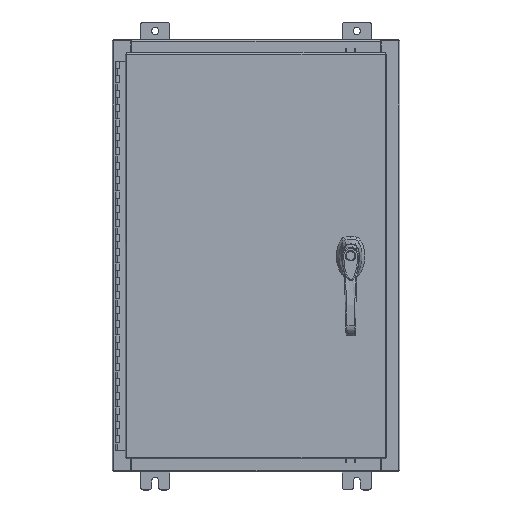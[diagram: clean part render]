
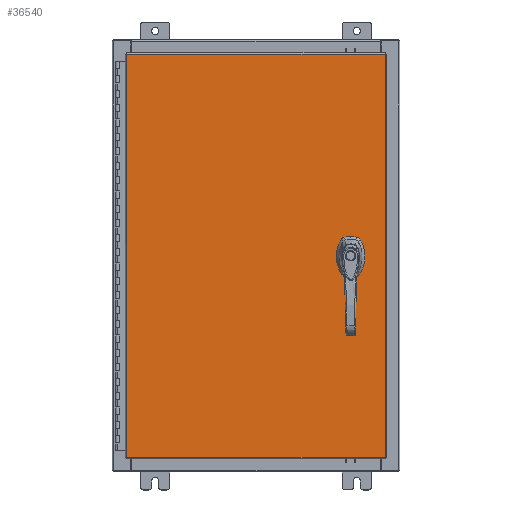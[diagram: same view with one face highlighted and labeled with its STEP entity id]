
A CAD part, top view. The second image highlights one B-rep face of the part: STEP entity #36540.
In plain terms, the highlighted planar face has unit normal (0, 0, 1).
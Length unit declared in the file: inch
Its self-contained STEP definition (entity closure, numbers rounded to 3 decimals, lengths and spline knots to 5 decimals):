
#1500 = EDGE_CURVE ( 'NONE', #70259, #11400, #35797, .T. ) ;
#1747 = CARTESIAN_POINT ( 'NONE',  ( 6.981, 0., 0. ) ) ;
#1810 = VECTOR ( 'NONE', #71313, 39.37008 ) ;
#2914 = DIRECTION ( 'NONE',  ( 1., 0., 0. ) ) ;
#3471 = ORIENTED_EDGE ( 'NONE', *, *, #112638, .F. ) ;
#3630 = EDGE_CURVE ( 'NONE', #69161, #36562, #63842, .T. ) ;
#3863 = CARTESIAN_POINT ( 'NONE',  ( 8.9903, -14.0063, 0. ) ) ;
#4290 = ORIENTED_EDGE ( 'NONE', *, *, #104619, .F. ) ;
#6137 = CARTESIAN_POINT ( 'NONE',  ( 6.175, 0., 0. ) ) ;
#6353 = CARTESIAN_POINT ( 'NONE',  ( 0., 0., 0. ) ) ;
#6530 = DIRECTION ( 'NONE',  ( 0., -1., 0. ) ) ;
#7986 = CARTESIAN_POINT ( 'NONE',  ( 0., 0.403, 0. ) ) ;
#8956 = CARTESIAN_POINT ( 'NONE',  ( 6.578, -1.338, 0. ) ) ;
#10935 = CIRCLE ( 'NONE', #116941, 0.45 ) ;
#11400 = VERTEX_POINT ( 'NONE', #102527 ) ;
#11520 = CARTESIAN_POINT ( 'NONE',  ( 6.77823, 0.403, 0. ) ) ;
#11712 = LINE ( 'NONE', #106722, #83917 ) ;
#12501 = EDGE_CURVE ( 'NONE', #79236, #114749, #87284, .T. ) ;
#13618 = VERTEX_POINT ( 'NONE', #60998 ) ;
#13930 = CARTESIAN_POINT ( 'NONE',  ( 6.77823, -0.403, 0. ) ) ;
#14596 = ORIENTED_EDGE ( 'NONE', *, *, #86079, .T. ) ;
#14603 = VERTEX_POINT ( 'NONE', #113034 ) ;
#14774 = CARTESIAN_POINT ( 'NONE',  ( 8.9903, 14.0063, 0. ) ) ;
#15155 = CARTESIAN_POINT ( 'NONE',  ( -8.9903, 14.0063, 0. ) ) ;
#15455 = PLANE ( 'NONE',  #26760 ) ;
#18042 = DIRECTION ( 'NONE',  ( 1., 0., 0. ) ) ;
#18641 = ORIENTED_EDGE ( 'NONE', *, *, #3630, .T. ) ;
#21304 = EDGE_CURVE ( 'NONE', #29899, #13618, #11712, .T. ) ;
#22051 = EDGE_CURVE ( 'NONE', #14603, #70259, #56908, .T. ) ;
#22214 = CIRCLE ( 'NONE', #100713, 0.1715 ) ;
#23891 = DIRECTION ( 'NONE',  ( -1., 0., 0. ) ) ;
#24452 = FACE_BOUND ( 'NONE', #107844, .T. ) ;
#24600 = DIRECTION ( 'NONE',  ( -1., 0., 0. ) ) ;
#25938 = LINE ( 'NONE', #7986, #1810 ) ;
#26530 = DIRECTION ( 'NONE',  ( 1., 0., 0. ) ) ;
#26760 = AXIS2_PLACEMENT_3D ( 'NONE', #6353, #51439, #24600 ) ;
#27034 = EDGE_CURVE ( 'NONE', #36562, #29899, #67616, .T. ) ;
#29899 = VERTEX_POINT ( 'NONE', #3863 ) ;
#31777 = DIRECTION ( 'NONE',  ( 0., 0., 1. ) ) ;
#35797 = CIRCLE ( 'NONE', #65143, 0.45 ) ;
#36540 = ADVANCED_FACE ( 'NONE', ( #24452, #69726, #99397 ), #15455, .F. ) ;
#36562 = VERTEX_POINT ( 'NONE', #78772 ) ;
#37341 = ORIENTED_EDGE ( 'NONE', *, *, #1500, .F. ) ;
#38044 = CIRCLE ( 'NONE', #43687, 0.45 ) ;
#39805 = VECTOR ( 'NONE', #23891, 39.37008 ) ;
#40582 = ORIENTED_EDGE ( 'NONE', *, *, #12501, .F. ) ;
#43687 = AXIS2_PLACEMENT_3D ( 'NONE', #85914, #31777, #95016 ) ;
#44278 = CARTESIAN_POINT ( 'NONE',  ( -8.9903, -14.0063, 0. ) ) ;
#44645 = CARTESIAN_POINT ( 'NONE',  ( 6.578, 0., 0. ) ) ;
#45207 = EDGE_LOOP ( 'NONE', ( #75798, #91537, #74773, #18641 ) ) ;
#50039 = DIRECTION ( 'NONE',  ( 0., 0., 1. ) ) ;
#50933 = CARTESIAN_POINT ( 'NONE',  ( -8.9903, 14.0063, 0. ) ) ;
#51097 = DIRECTION ( 'NONE',  ( 0., 0., 1. ) ) ;
#51439 = DIRECTION ( 'NONE',  ( 0., 0., -1. ) ) ;
#52490 = LINE ( 'NONE', #1747, #97783 ) ;
#52628 = DIRECTION ( 'NONE',  ( 0., 0., 1. ) ) ;
#53720 = DIRECTION ( 'NONE',  ( 1., 0., 0. ) ) ;
#56908 = LINE ( 'NONE', #6137, #99327 ) ;
#59258 = EDGE_CURVE ( 'NONE', #95421, #77697, #67623, .T. ) ;
#60052 = DIRECTION ( 'NONE',  ( 0., -1., 0. ) ) ;
#60132 = EDGE_CURVE ( 'NONE', #77697, #95421, #22214, .T. ) ;
#60998 = CARTESIAN_POINT ( 'NONE',  ( 8.9903, 14.0063, 0. ) ) ;
#61637 = DIRECTION ( 'NONE',  ( 0., 1., 0. ) ) ;
#63840 = LINE ( 'NONE', #14774, #39805 ) ;
#63842 = LINE ( 'NONE', #50933, #109114 ) ;
#63903 = CARTESIAN_POINT ( 'NONE',  ( 6.175, -0.20023, 0. ) ) ;
#64744 = VECTOR ( 'NONE', #26530, 39.37008 ) ;
#65143 = AXIS2_PLACEMENT_3D ( 'NONE', #106831, #52628, #115910 ) ;
#65362 = VECTOR ( 'NONE', #2914, 39.37008 ) ;
#66204 = EDGE_CURVE ( 'NONE', #13618, #69161, #63840, .T. ) ;
#66812 = CARTESIAN_POINT ( 'NONE',  ( 6.7495, -1.338, 0. ) ) ;
#67306 = CARTESIAN_POINT ( 'NONE',  ( 6.981, 0.20023, 0. ) ) ;
#67598 = ORIENTED_EDGE ( 'NONE', *, *, #59258, .F. ) ;
#67616 = LINE ( 'NONE', #44278, #64744 ) ;
#67623 = CIRCLE ( 'NONE', #68872, 0.1715 ) ;
#68872 = AXIS2_PLACEMENT_3D ( 'NONE', #105285, #51097, #114388 ) ;
#69161 = VERTEX_POINT ( 'NONE', #15155 ) ;
#69726 = FACE_OUTER_BOUND ( 'NONE', #45207, .T. ) ;
#69801 = CARTESIAN_POINT ( 'NONE',  ( 6.37777, 0.403, 0. ) ) ;
#70259 = VERTEX_POINT ( 'NONE', #63903 ) ;
#71313 = DIRECTION ( 'NONE',  ( -1., 0., 0. ) ) ;
#72277 = DIRECTION ( 'NONE',  ( 0., 0., 1. ) ) ;
#72477 = EDGE_CURVE ( 'NONE', #102795, #14603, #38044, .T. ) ;
#72733 = VERTEX_POINT ( 'NONE', #113596 ) ;
#74587 = DIRECTION ( 'NONE',  ( 0., -1., 0. ) ) ;
#74773 = ORIENTED_EDGE ( 'NONE', *, *, #66204, .T. ) ;
#75349 = CARTESIAN_POINT ( 'NONE',  ( 0., -0.403, 0. ) ) ;
#75798 = ORIENTED_EDGE ( 'NONE', *, *, #27034, .T. ) ;
#76669 = VERTEX_POINT ( 'NONE', #13930 ) ;
#76810 = ORIENTED_EDGE ( 'NONE', *, *, #72477, .F. ) ;
#77168 = AXIS2_PLACEMENT_3D ( 'NONE', #104225, #50039, #113333 ) ;
#77697 = VERTEX_POINT ( 'NONE', #83287 ) ;
#78772 = CARTESIAN_POINT ( 'NONE',  ( -8.9903, -14.0063, 0. ) ) ;
#78888 = ORIENTED_EDGE ( 'NONE', *, *, #60132, .F. ) ;
#78894 = EDGE_CURVE ( 'NONE', #114749, #102795, #25938, .T. ) ;
#79236 = VERTEX_POINT ( 'NONE', #67306 ) ;
#82335 = ORIENTED_EDGE ( 'NONE', *, *, #22051, .F. ) ;
#83287 = CARTESIAN_POINT ( 'NONE',  ( 6.4065, -1.338, 0. ) ) ;
#83917 = VECTOR ( 'NONE', #61637, 39.37008 ) ;
#85914 = CARTESIAN_POINT ( 'NONE',  ( 6.578, 0., 0. ) ) ;
#86079 = EDGE_CURVE ( 'NONE', #79236, #72733, #52490, .T. ) ;
#87284 = CIRCLE ( 'NONE', #77168, 0.45 ) ;
#91537 = ORIENTED_EDGE ( 'NONE', *, *, #21304, .T. ) ;
#95016 = DIRECTION ( 'NONE',  ( 1., 0., 0. ) ) ;
#95421 = VERTEX_POINT ( 'NONE', #66812 ) ;
#97783 = VECTOR ( 'NONE', #74587, 39.37008 ) ;
#99327 = VECTOR ( 'NONE', #6530, 39.37008 ) ;
#99397 = FACE_BOUND ( 'NONE', #112457, .T. ) ;
#100713 = AXIS2_PLACEMENT_3D ( 'NONE', #8956, #72277, #18042 ) ;
#102527 = CARTESIAN_POINT ( 'NONE',  ( 6.37777, -0.403, 0. ) ) ;
#102795 = VERTEX_POINT ( 'NONE', #69801 ) ;
#104225 = CARTESIAN_POINT ( 'NONE',  ( 6.578, 0., 0. ) ) ;
#104286 = ORIENTED_EDGE ( 'NONE', *, *, #78894, .F. ) ;
#104619 = EDGE_CURVE ( 'NONE', #76669, #72733, #10935, .T. ) ;
#105285 = CARTESIAN_POINT ( 'NONE',  ( 6.578, -1.338, 0. ) ) ;
#106722 = CARTESIAN_POINT ( 'NONE',  ( 8.9903, -14.0063, 0. ) ) ;
#106831 = CARTESIAN_POINT ( 'NONE',  ( 6.578, 0., 0. ) ) ;
#107844 = EDGE_LOOP ( 'NONE', ( #67598, #78888 ) ) ;
#107928 = DIRECTION ( 'NONE',  ( 0., 0., 1. ) ) ;
#109114 = VECTOR ( 'NONE', #60052, 39.37008 ) ;
#112457 = EDGE_LOOP ( 'NONE', ( #14596, #4290, #3471, #37341, #82335, #76810, #104286, #40582 ) ) ;
#112638 = EDGE_CURVE ( 'NONE', #11400, #76669, #113486, .T. ) ;
#113034 = CARTESIAN_POINT ( 'NONE',  ( 6.175, 0.20023, 0. ) ) ;
#113333 = DIRECTION ( 'NONE',  ( 1., 0., 0. ) ) ;
#113486 = LINE ( 'NONE', #75349, #65362 ) ;
#113596 = CARTESIAN_POINT ( 'NONE',  ( 6.981, -0.20023, 0. ) ) ;
#114388 = DIRECTION ( 'NONE',  ( 1., 0., 0. ) ) ;
#114749 = VERTEX_POINT ( 'NONE', #11520 ) ;
#115910 = DIRECTION ( 'NONE',  ( 1., 0., 0. ) ) ;
#116941 = AXIS2_PLACEMENT_3D ( 'NONE', #44645, #107928, #53720 ) ;
